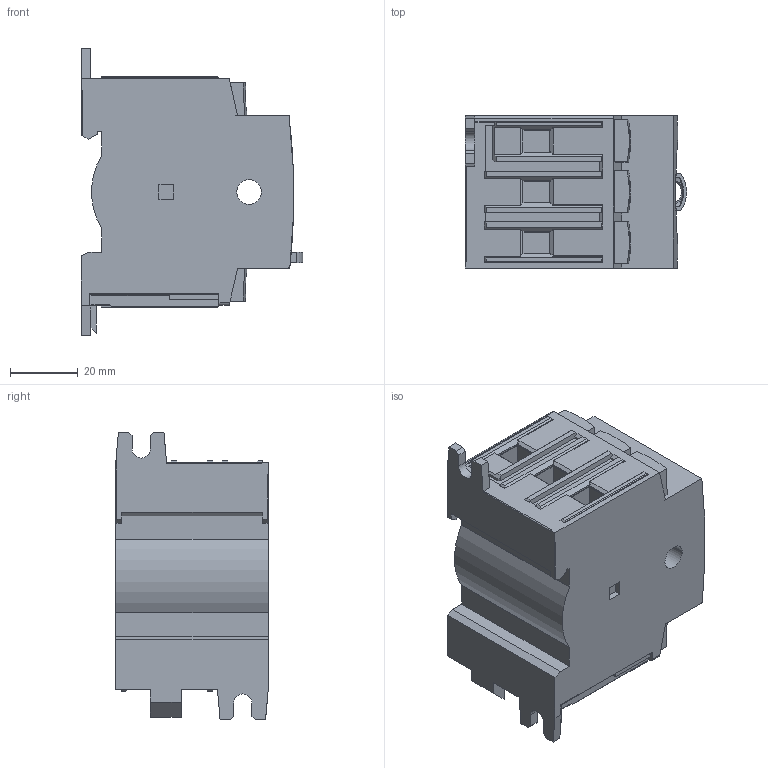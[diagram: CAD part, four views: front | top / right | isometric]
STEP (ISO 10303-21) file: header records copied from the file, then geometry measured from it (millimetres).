
FILE_DESCRIPTION (( 'STEP AP203' ), '1' );
FILE_NAME ('22003002-UL.step', '2022-02-02T17:50:22', ( '' ), ( '' ), 'SwSTEP 2.0', 'SolidWorks 2021', '' );
FILE_SCHEMA (( 'CONFIG_CONTROL_DESIGN' ));
Length unit declared in the file: inch
Products named in the file (1): 22003002-UL
Bounding box: 65.3 x 45 x 85 mm (x, y, z)
Volume: 155642.1 mm3; surface area: 25951.9 mm2
Topology: 1 solids, 7 shells, 463 faces, 1242 edges, 796 vertices
Faces by surface type: plane 389, cylinder 50, bspline 21, cone 3
Entity records: 15260 total; most frequent: CARTESIAN_POINT 3941, ORIENTED_EDGE 2484, DIRECTION 2073, EDGE_CURVE 1242, LINE 1045, VECTOR 1045, VERTEX_POINT 796, AXIS2_PLACEMENT_3D 514
